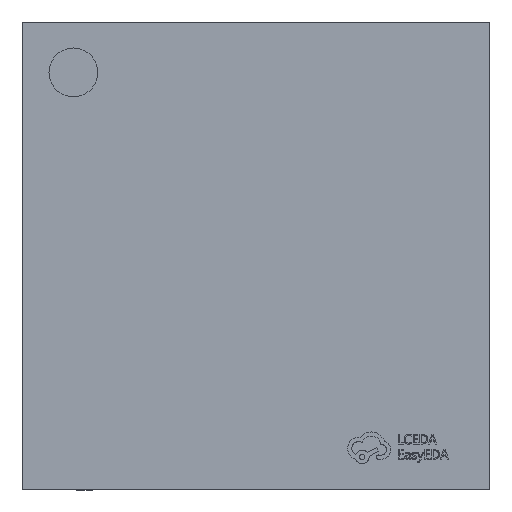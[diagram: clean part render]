
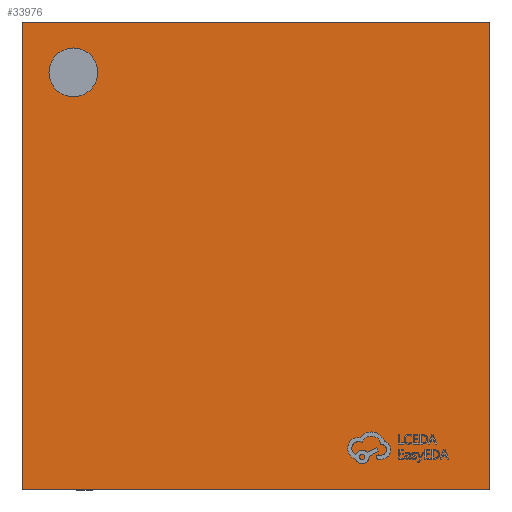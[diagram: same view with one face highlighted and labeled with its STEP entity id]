
A CAD part, top view. The second image highlights one B-rep face of the part: STEP entity #33976.
In plain terms, the highlighted planar face has unit normal (0, 0, 1).
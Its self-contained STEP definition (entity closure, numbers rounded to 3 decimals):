
#39 = ORIENTED_EDGE ( 'NONE', *, *, #2671, .T. ) ;
#549 = ORIENTED_EDGE ( 'NONE', *, *, #48402, .F. ) ;
#992 = CARTESIAN_POINT ( 'NONE',  ( -3., -3., 0.85 ) ) ;
#1509 = VERTEX_POINT ( 'NONE', #992 ) ;
#2671 = EDGE_CURVE ( 'NONE', #1509, #28813, #23969, .T. ) ;
#2862 = CARTESIAN_POINT ( 'NONE',  ( 3., 3., 0.85 ) ) ;
#3143 = AXIS2_PLACEMENT_3D ( 'NONE', #42934, #39230, #35527 ) ;
#4626 = DIRECTION ( 'NONE',  ( -1., 0., 0. ) ) ;
#5081 = CARTESIAN_POINT ( 'NONE',  ( -2.655, 2.354, 0.85 ) ) ;
#5733 = VERTEX_POINT ( 'NONE', #31541 ) ;
#5883 = DIRECTION ( 'NONE',  ( 0., 0., 1. ) ) ;
#5903 = DIRECTION ( 'NONE',  ( 0., -1., 0. ) ) ;
#6329 = CARTESIAN_POINT ( 'NONE',  ( 3., -3., 0.85 ) ) ;
#7222 = LINE ( 'NONE', #2862, #9464 ) ;
#8044 = LINE ( 'NONE', #42124, #43034 ) ;
#9464 = VECTOR ( 'NONE', #48027, 1000. ) ;
#11917 = EDGE_CURVE ( 'NONE', #45467, #5733, #8044, .T. ) ;
#13282 = CARTESIAN_POINT ( 'NONE',  ( -2.342, 2.354, 0.85 ) ) ;
#13762 = VERTEX_POINT ( 'NONE', #25934 ) ;
#17570 = CIRCLE ( 'NONE', #31009, 0.313 ) ;
#18429 = DIRECTION ( 'NONE',  ( 0., 0., 1. ) ) ;
#19112 = CARTESIAN_POINT ( 'NONE',  ( 3., 3., 0.85 ) ) ;
#20275 = CARTESIAN_POINT ( 'NONE',  ( -3., -3., 0.85 ) ) ;
#20460 = CIRCLE ( 'NONE', #3143, 0.313 ) ;
#22137 = CARTESIAN_POINT ( 'NONE',  ( 0., 0., 0.85 ) ) ;
#23969 = LINE ( 'NONE', #20275, #31953 ) ;
#24381 = VERTEX_POINT ( 'NONE', #5081 ) ;
#24663 = LINE ( 'NONE', #32831, #27708 ) ;
#25934 = CARTESIAN_POINT ( 'NONE',  ( -2.029, 2.354, 0.85 ) ) ;
#26159 = EDGE_CURVE ( 'NONE', #28813, #45467, #7222, .T. ) ;
#26991 = EDGE_CURVE ( 'NONE', #5733, #1509, #24663, .T. ) ;
#27458 = DIRECTION ( 'NONE',  ( 1., 0., 0. ) ) ;
#27708 = VECTOR ( 'NONE', #5903, 1000. ) ;
#28813 = VERTEX_POINT ( 'NONE', #6329 ) ;
#29057 = DIRECTION ( 'NONE',  ( 1., 0., 0. ) ) ;
#29836 = ORIENTED_EDGE ( 'NONE', *, *, #34669, .F. ) ;
#31009 = AXIS2_PLACEMENT_3D ( 'NONE', #13282, #5883, #35999 ) ;
#31541 = CARTESIAN_POINT ( 'NONE',  ( -3., 3., 0.85 ) ) ;
#31953 = VECTOR ( 'NONE', #27458, 1000. ) ;
#32831 = CARTESIAN_POINT ( 'NONE',  ( -3., 3., 0.85 ) ) ;
#33976 = ADVANCED_FACE ( 'NONE', ( #36463, #44380 ), #47844, .T. ) ;
#34570 = ORIENTED_EDGE ( 'NONE', *, *, #26159, .T. ) ;
#34669 = EDGE_CURVE ( 'NONE', #24381, #13762, #17570, .T. ) ;
#35527 = DIRECTION ( 'NONE',  ( 1., 0., 0. ) ) ;
#35999 = DIRECTION ( 'NONE',  ( 1., 0., 0. ) ) ;
#36463 = FACE_BOUND ( 'NONE', #43656, .T. ) ;
#39230 = DIRECTION ( 'NONE',  ( 0., 0., 1. ) ) ;
#41701 = EDGE_LOOP ( 'NONE', ( #34570, #47666, #42483, #39 ) ) ;
#42124 = CARTESIAN_POINT ( 'NONE',  ( -3., 3., 0.85 ) ) ;
#42483 = ORIENTED_EDGE ( 'NONE', *, *, #26991, .T. ) ;
#42721 = AXIS2_PLACEMENT_3D ( 'NONE', #22137, #18429, #29057 ) ;
#42934 = CARTESIAN_POINT ( 'NONE',  ( -2.342, 2.354, 0.85 ) ) ;
#43034 = VECTOR ( 'NONE', #4626, 1000. ) ;
#43656 = EDGE_LOOP ( 'NONE', ( #549, #29836 ) ) ;
#44380 = FACE_OUTER_BOUND ( 'NONE', #41701, .T. ) ;
#45467 = VERTEX_POINT ( 'NONE', #19112 ) ;
#47666 = ORIENTED_EDGE ( 'NONE', *, *, #11917, .T. ) ;
#47844 = PLANE ( 'NONE',  #42721 ) ;
#48027 = DIRECTION ( 'NONE',  ( 0., 1., 0. ) ) ;
#48402 = EDGE_CURVE ( 'NONE', #13762, #24381, #20460, .T. ) ;
